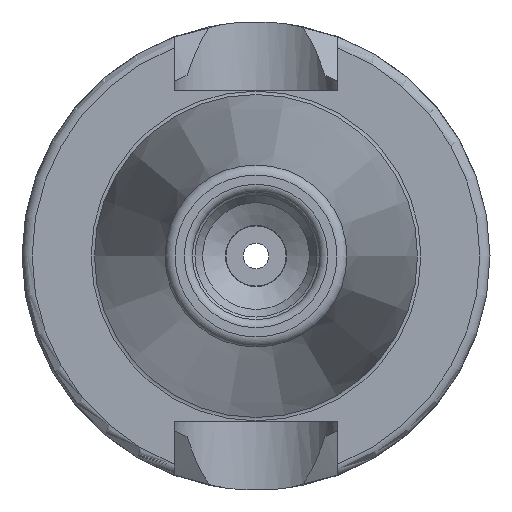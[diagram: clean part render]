
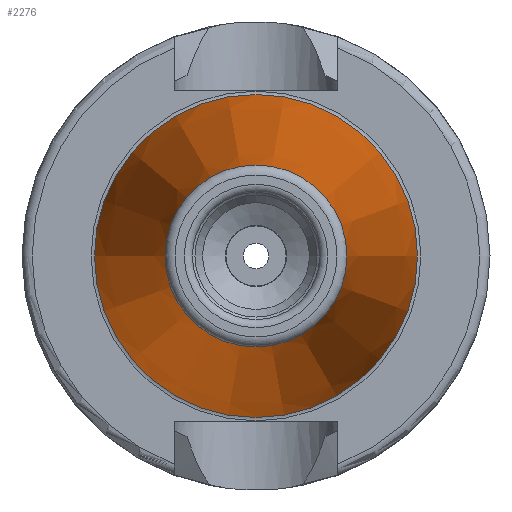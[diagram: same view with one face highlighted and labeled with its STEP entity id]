
A CAD part, left-side view. The second image highlights one B-rep face of the part: STEP entity #2276.
In plain terms, the highlighted conical face has half-angle 8.297 degrees and reference radius 12.408 mm.
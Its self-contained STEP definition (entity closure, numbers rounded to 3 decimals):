
#2242=CARTESIAN_POINT('',(-47.544,8.941,0.0));
#2243=VERTEX_POINT('',#2242);
#2244=CARTESIAN_POINT('',(-47.544,0.,0.0));
#2245=DIRECTION('',(1.0,0.0,0.0));
#2246=DIRECTION('',(0.0,1.0,0.0));
#2247=AXIS2_PLACEMENT_3D('',#2244,#2245,#2246);
#2248=CIRCLE('',#2247,8.941);
#2249=EDGE_CURVE('',#2243,#2243,#2248,.T.);
#2257=CARTESIAN_POINT('',(-23.772,0.,0.0));
#2258=DIRECTION('',(1.0,0.,0.0));
#2259=DIRECTION('',(0.0,1.0,0.0));
#2260=AXIS2_PLACEMENT_3D('',#2257,#2258,#2259);
#2261=CONICAL_SURFACE('',#2260,12.408,8.297);
#2262=CARTESIAN_POINT('',(0.,15.875,0.0));
#2263=VERTEX_POINT('',#2262);
#2264=CARTESIAN_POINT('',(0.,0.,0.0));
#2265=DIRECTION('',(1.0,0.0,0.0));
#2266=DIRECTION('',(0.0,1.0,0.0));
#2267=AXIS2_PLACEMENT_3D('',#2264,#2265,#2266);
#2268=CIRCLE('',#2267,15.875);
#2269=EDGE_CURVE('',#2263,#2263,#2268,.T.);
#2270=ORIENTED_EDGE('',*,*,#2269,.F.);
#2271=EDGE_LOOP('',(#2270));
#2272=FACE_OUTER_BOUND('',#2271,.T.);
#2273=ORIENTED_EDGE('',*,*,#2249,.T.);
#2274=EDGE_LOOP('',(#2273));
#2275=FACE_BOUND('',#2274,.T.);
#2276=ADVANCED_FACE('',(#2272,#2275),#2261,.T.);
